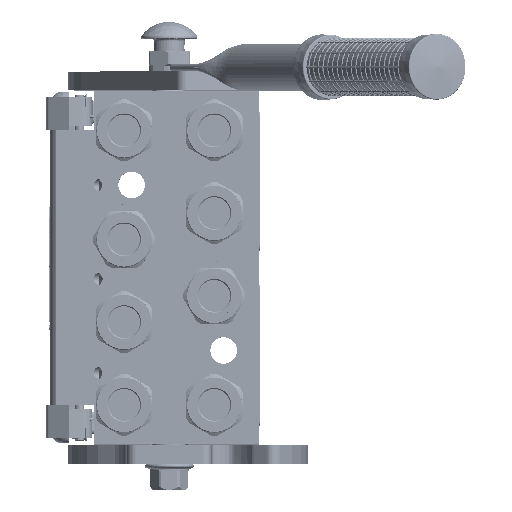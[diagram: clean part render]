
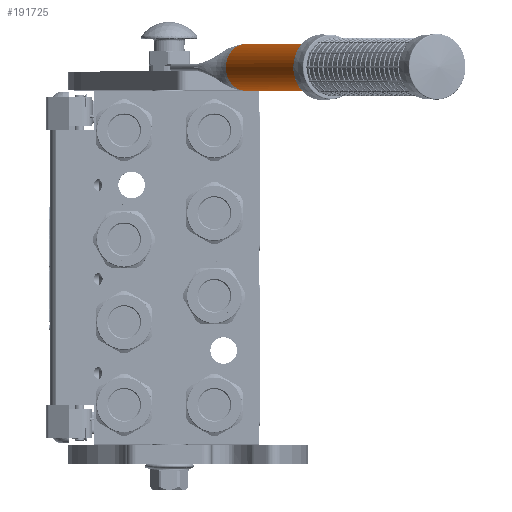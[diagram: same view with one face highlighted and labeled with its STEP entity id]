
A CAD part, top view. The second image highlights one B-rep face of the part: STEP entity #191725.
In plain terms, the highlighted cylindrical face has radius 12.5 mm (diameter 25 mm), a partial arc.
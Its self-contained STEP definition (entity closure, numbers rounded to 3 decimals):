
#3478 = CARTESIAN_POINT ( 'NONE',  ( 12.464, 0.121, -0.953 ) ) ;
#6662 = CARTESIAN_POINT ( 'NONE',  ( -12.5, 0.24, 0. ) ) ;
#7095 = DIRECTION ( 'NONE',  ( 0., 1., 0. ) ) ;
#8014 = EDGE_CURVE ( 'NONE', #88615, #133945, #85581, .T. ) ;
#10422 = LINE ( 'NONE', #202358, #226885 ) ;
#11213 = CARTESIAN_POINT ( 'NONE',  ( -12.5, 0.24, 0. ) ) ;
#12545 = DIRECTION ( 'NONE',  ( 0., -1., 0. ) ) ;
#12825 = CARTESIAN_POINT ( 'NONE',  ( -12.5, 0.24, 0. ) ) ;
#13201 = ORIENTED_EDGE ( 'NONE', *, *, #60457, .F. ) ;
#14302 = AXIS2_PLACEMENT_3D ( 'NONE', #112177, #7095, #26190 ) ;
#16377 = CARTESIAN_POINT ( 'NONE',  ( 12.5, 0.24, 0. ) ) ;
#16499 = CARTESIAN_POINT ( 'NONE',  ( 12.494, 0.221, -0.449 ) ) ;
#17245 = CARTESIAN_POINT ( 'NONE',  ( 12.479, 0.172, -0.721 ) ) ;
#18448 = CARTESIAN_POINT ( 'NONE',  ( -12.5, 198., 0. ) ) ;
#18915 = CARTESIAN_POINT ( 'NONE',  ( -12.481, 0.178, -0.683 ) ) ;
#19140 = ORIENTED_EDGE ( 'NONE', *, *, #210750, .T. ) ;
#21687 = EDGE_CURVE ( 'NONE', #181220, #181840, #37364, .T. ) ;
#22519 = ORIENTED_EDGE ( 'NONE', *, *, #8014, .T. ) ;
#23469 = CARTESIAN_POINT ( 'NONE',  ( -12.482, 0.18, -0.676 ) ) ;
#26190 = DIRECTION ( 'NONE',  ( 1., 0., 0. ) ) ;
#29940 = DIRECTION ( 'NONE',  ( 0., 1., 0. ) ) ;
#33171 = AXIS2_PLACEMENT_3D ( 'NONE', #106422, #107184, #125568 ) ;
#37166 = CARTESIAN_POINT ( 'NONE',  ( 0., 0., 0. ) ) ;
#37219 = CARTESIAN_POINT ( 'NONE',  ( -12.5, 0.24, -0.108 ) ) ;
#37364 = B_SPLINE_CURVE_WITH_KNOTS ( 'NONE', 3,
 ( #172884, #209574, #173638, #207338, #3478, #68550, #226354, #67807, #104693, #69283, #121619, #227105, #17245, #16499, #85525, #139180 ),
 .UNSPECIFIED., .F., .F.,
 ( 4, 2, 1, 2, 2, 1, 2, 2, 4 ),
 ( 0., 0.25, 0.313, 0.328, 0.344, 0.375, 0.438, 0.5, 1. ),
 .UNSPECIFIED. ) ;
#42637 = CARTESIAN_POINT ( 'NONE',  ( -12.494, 0.22, -0.394 ) ) ;
#42779 = EDGE_CURVE ( 'NONE', #143887, #47771, #115737, .T. ) ;
#46261 = CARTESIAN_POINT ( 'NONE',  ( 0., 0., 0. ) ) ;
#47771 = VERTEX_POINT ( 'NONE', #166934 ) ;
#54147 = CARTESIAN_POINT ( 'NONE',  ( -12.484, 0.186, -0.638 ) ) ;
#59500 = CARTESIAN_POINT ( 'NONE',  ( -12.499, 0.235, -0.221 ) ) ;
#60256 = CARTESIAN_POINT ( 'NONE',  ( -12.481, 0.178, -0.688 ) ) ;
#60457 = EDGE_CURVE ( 'NONE', #181840, #115902, #10422, .T. ) ;
#67807 = CARTESIAN_POINT ( 'NONE',  ( 12.467, 0.131, -0.91 ) ) ;
#68550 = CARTESIAN_POINT ( 'NONE',  ( 12.466, 0.127, -0.927 ) ) ;
#68644 = FACE_OUTER_BOUND ( 'NONE', #184595, .T. ) ;
#69283 = CARTESIAN_POINT ( 'NONE',  ( 12.471, 0.146, -0.847 ) ) ;
#85525 = CARTESIAN_POINT ( 'NONE',  ( 12.5, 0.24, -0.216 ) ) ;
#85581 = LINE ( 'NONE', #12825, #96615 ) ;
#88116 = CYLINDRICAL_SURFACE ( 'NONE', #176091, 12.5 ) ;
#88615 = VERTEX_POINT ( 'NONE', #11213 ) ;
#89412 = DIRECTION ( 'NONE',  ( 0., 1., 0. ) ) ;
#95659 = EDGE_CURVE ( 'NONE', #88615, #47771, #119780, .T. ) ;
#96523 = ORIENTED_EDGE ( 'NONE', *, *, #21687, .F. ) ;
#96615 = VECTOR ( 'NONE', #139265, 1000. ) ;
#97951 = CIRCLE ( 'NONE', #33171, 12.5 ) ;
#104693 = CARTESIAN_POINT ( 'NONE',  ( 12.468, 0.136, -0.889 ) ) ;
#105976 = EDGE_CURVE ( 'NONE', #115902, #133945, #196842, .T. ) ;
#106422 = CARTESIAN_POINT ( 'NONE',  ( 0., 0., 0. ) ) ;
#107184 = DIRECTION ( 'NONE',  ( 0., 1., 0. ) ) ;
#107879 = CARTESIAN_POINT ( 'NONE',  ( -12.486, 0.195, -0.586 ) ) ;
#112177 = CARTESIAN_POINT ( 'NONE',  ( 0., 198., 0. ) ) ;
#115737 = CIRCLE ( 'NONE', #186507, 12.5 ) ;
#115902 = VERTEX_POINT ( 'NONE', #188511 ) ;
#119780 = B_SPLINE_CURVE_WITH_KNOTS ( 'NONE', 3,
 ( #6662, #37219, #59500, #42637, #177551, #165295, #107879, #54147, #194355, #23469, #18915, #60256, #195121, #146211, #217359 ),
 .UNSPECIFIED., .F., .F.,
 ( 4, 2, 2, 1, 1, 1, 2, 2, 4 ),
 ( 0., 0.25, 0.375, 0.438, 0.469, 0.484, 0.492, 0.5, 1. ),
 .UNSPECIFIED. ) ;
#121619 = CARTESIAN_POINT ( 'NONE',  ( 12.474, 0.155, -0.804 ) ) ;
#124763 = ORIENTED_EDGE ( 'NONE', *, *, #95659, .F. ) ;
#125568 = DIRECTION ( 'NONE',  ( 0.994, 0., -0.109 ) ) ;
#133945 = VERTEX_POINT ( 'NONE', #18448 ) ;
#139180 = CARTESIAN_POINT ( 'NONE',  ( 12.5, 0.24, 0. ) ) ;
#139265 = DIRECTION ( 'NONE',  ( 0., 1., 0. ) ) ;
#143887 = VERTEX_POINT ( 'NONE', #167563 ) ;
#146211 = CARTESIAN_POINT ( 'NONE',  ( -12.456, 0.096, -1.087 ) ) ;
#165295 = CARTESIAN_POINT ( 'NONE',  ( -12.488, 0.202, -0.541 ) ) ;
#166934 = CARTESIAN_POINT ( 'NONE',  ( -12.426, 0., -1.36 ) ) ;
#167563 = CARTESIAN_POINT ( 'NONE',  ( 0., 0., -12.5 ) ) ;
#172884 = CARTESIAN_POINT ( 'NONE',  ( 12.426, 0., -1.36 ) ) ;
#173070 = ORIENTED_EDGE ( 'NONE', *, *, #42779, .T. ) ;
#173638 = CARTESIAN_POINT ( 'NONE',  ( 12.452, 0.083, -1.1 ) ) ;
#176091 = AXIS2_PLACEMENT_3D ( 'NONE', #46261, #12545, #187283 ) ;
#177551 = CARTESIAN_POINT ( 'NONE',  ( -12.492, 0.214, -0.452 ) ) ;
#181220 = VERTEX_POINT ( 'NONE', #182627 ) ;
#181840 = VERTEX_POINT ( 'NONE', #16377 ) ;
#182627 = CARTESIAN_POINT ( 'NONE',  ( 12.426, 0., -1.36 ) ) ;
#184595 = EDGE_LOOP ( 'NONE', ( #19140, #173070, #124763, #22519, #214434, #13201, #96523 ) ) ;
#186507 = AXIS2_PLACEMENT_3D ( 'NONE', #37166, #89412, #227209 ) ;
#187283 = DIRECTION ( 'NONE',  ( 1., 0., 0. ) ) ;
#188511 = CARTESIAN_POINT ( 'NONE',  ( 12.5, 198., 0. ) ) ;
#191725 = ADVANCED_FACE ( 'NONE', ( #68644 ), #88116, .T. ) ;
#194355 = CARTESIAN_POINT ( 'NONE',  ( -12.482, 0.182, -0.665 ) ) ;
#195121 = CARTESIAN_POINT ( 'NONE',  ( -12.472, 0.146, -0.859 ) ) ;
#196842 = CIRCLE ( 'NONE', #14302, 12.5 ) ;
#202358 = CARTESIAN_POINT ( 'NONE',  ( 12.5, 0.24, 0. ) ) ;
#207338 = CARTESIAN_POINT ( 'NONE',  ( 12.461, 0.114, -0.981 ) ) ;
#209574 = CARTESIAN_POINT ( 'NONE',  ( 12.441, 0.049, -1.219 ) ) ;
#210750 = EDGE_CURVE ( 'NONE', #181220, #143887, #97951, .T. ) ;
#214434 = ORIENTED_EDGE ( 'NONE', *, *, #105976, .F. ) ;
#217359 = CARTESIAN_POINT ( 'NONE',  ( -12.426, 0., -1.36 ) ) ;
#226354 = CARTESIAN_POINT ( 'NONE',  ( 12.466, 0.13, -0.917 ) ) ;
#226885 = VECTOR ( 'NONE', #29940, 1000. ) ;
#227105 = CARTESIAN_POINT ( 'NONE',  ( 12.478, 0.167, -0.748 ) ) ;
#227209 = DIRECTION ( 'NONE',  ( 0.994, 0., -0.109 ) ) ;
